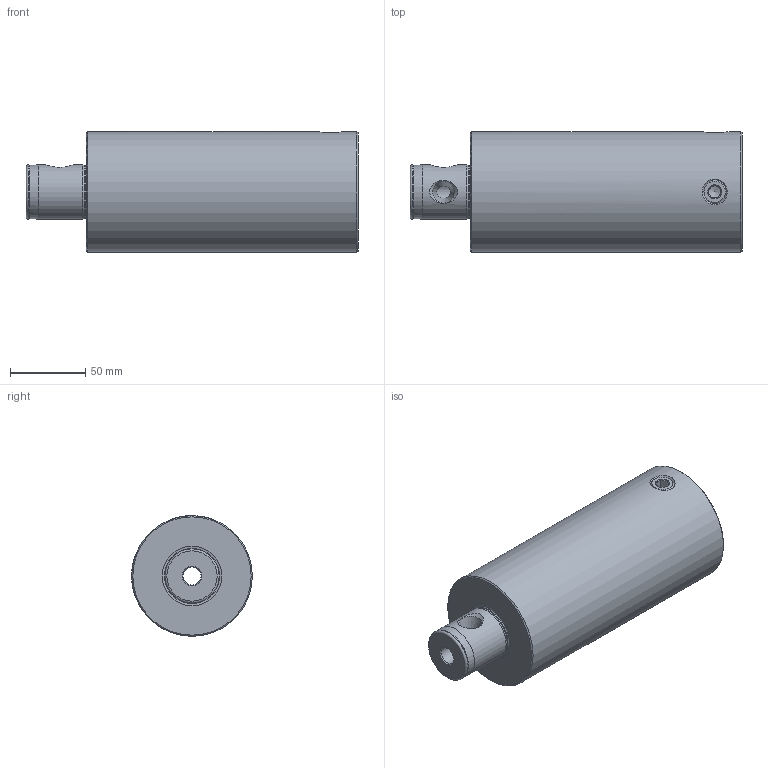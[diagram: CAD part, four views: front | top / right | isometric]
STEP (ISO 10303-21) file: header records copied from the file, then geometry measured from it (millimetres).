
FILE_DESCRIPTION (( 'STEP AP214' ), '1' );
FILE_NAME ('WH8.WH8.001.180.STEP', '2022-01-03T07:15:12', ( '' ), ( '' ), 'SwSTEP 2.0', 'SolidWorks 2017', '' );
FILE_SCHEMA (( 'AUTOMOTIVE_DESIGN' ));
Length unit declared in the file: millimetre
Products named in the file (3): WH8-ER1.001.029; WH8-WH8.001.180_B; WH8.WH8.001.180
Assembly tree (3 placements, depth 2):
  WH8.WH8.001.180
    WH8-WH8.001.180_B
    WH8-ER1.001.029  x2
Bounding box: 220 x 80 x 80 mm (x, y, z)
Volume: 882131.1 mm3; surface area: 76295.3 mm2
Topology: 3 solids, 3 shells, 75 faces, 172 edges, 101 vertices
Faces by surface type: plane 32, cone 20, cylinder 12, torus 9, bspline 2
Full cylindrical faces by diameter (mm): 8 x2, 12 x1, 14.5 x2, 16 x2, 35.3 x1, 36 x2, 37 x1, 80 x1
Entity records: 2562 total; most frequent: CARTESIAN_POINT 1423, DIRECTION 214, ORIENTED_EDGE 148, EDGE_LOOP 102, AXIS2_PLACEMENT_3D 98, EDGE_CURVE 74, FACE_OUTER_BOUND 74, VERTEX_POINT 62
